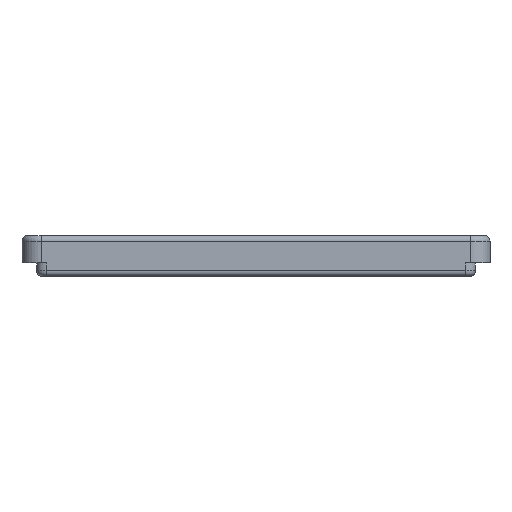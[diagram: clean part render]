
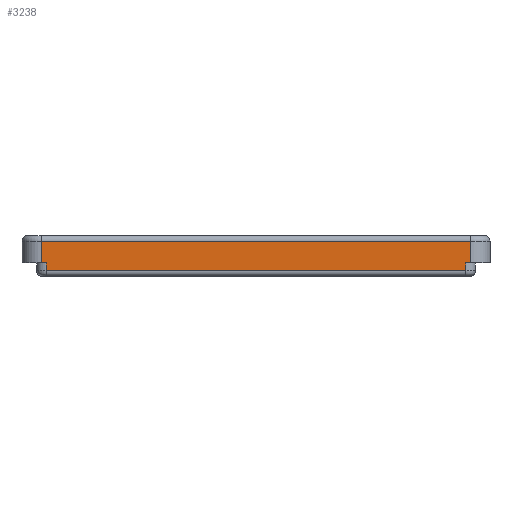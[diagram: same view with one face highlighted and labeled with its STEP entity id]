
A CAD part, front view. The second image highlights one B-rep face of the part: STEP entity #3238.
In plain terms, the highlighted planar face has unit normal (0, -1, 0).
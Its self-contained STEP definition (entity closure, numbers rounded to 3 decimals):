
#3158 = VERTEX_POINT ( 'NONE', #5163 ) ;
#3167 = ORIENTED_EDGE ( 'NONE', *, *, #3168, .T. ) ;
#3168 = EDGE_CURVE ( 'NONE', #3260, #3158, #5171, .T. ) ;
#3220 = VERTEX_POINT ( 'NONE', #5419 ) ;
#3238 = ADVANCED_FACE ( 'NONE', ( #5371 ), #5369, .F. ) ;
#3239 = EDGE_LOOP ( 'NONE', ( #3335, #3339, #6429, #3272, #3281, #3167, #3258, #3261 ) ) ;
#3258 = ORIENTED_EDGE ( 'NONE', *, *, #3269, .T. ) ;
#3259 = VERTEX_POINT ( 'NONE', #5564 ) ;
#3260 = VERTEX_POINT ( 'NONE', #5478 ) ;
#3261 = ORIENTED_EDGE ( 'NONE', *, *, #3262, .F. ) ;
#3262 = EDGE_CURVE ( 'NONE', #3337, #3259, #5459, .T. ) ;
#3269 = EDGE_CURVE ( 'NONE', #3158, #3259, #5477, .T. ) ;
#3271 = EDGE_CURVE ( 'NONE', #3341, #3274, #5566, .T. ) ;
#3272 = ORIENTED_EDGE ( 'NONE', *, *, #3273, .F. ) ;
#3273 = EDGE_CURVE ( 'NONE', #3220, #3274, #5513, .T. ) ;
#3274 = VERTEX_POINT ( 'NONE', #5469 ) ;
#3275 = EDGE_CURVE ( 'NONE', #3220, #3260, #5448, .T. ) ;
#3281 = ORIENTED_EDGE ( 'NONE', *, *, #3275, .T. ) ;
#3335 = ORIENTED_EDGE ( 'NONE', *, *, #3336, .T. ) ;
#3336 = EDGE_CURVE ( 'NONE', #3337, #3338, #5636, .T. ) ;
#3337 = VERTEX_POINT ( 'NONE', #5674 ) ;
#3338 = VERTEX_POINT ( 'NONE', #5623 ) ;
#3339 = ORIENTED_EDGE ( 'NONE', *, *, #3340, .T. ) ;
#3340 = EDGE_CURVE ( 'NONE', #3338, #3341, #5686, .T. ) ;
#3341 = VERTEX_POINT ( 'NONE', #5725 ) ;
#5163 = CARTESIAN_POINT ( 'NONE',  ( -11., -32., 0.75 ) ) ;
#5168 = DIRECTION ( 'NONE',  ( -1., 0., 0. ) ) ;
#5169 = VECTOR ( 'NONE', #5168, 1000. ) ;
#5170 = CARTESIAN_POINT ( 'NONE',  ( -11., -32., 0.75 ) ) ;
#5171 = LINE ( 'NONE', #5170, #5169 ) ;
#5365 = DIRECTION ( 'NONE',  ( 0., 0., 1. ) ) ;
#5366 = DIRECTION ( 'NONE',  ( 0., 1., 0. ) ) ;
#5367 = CARTESIAN_POINT ( 'NONE',  ( -12., -32., 1.05 ) ) ;
#5368 = AXIS2_PLACEMENT_3D ( 'NONE', #5367, #5366, #5365 ) ;
#5369 = PLANE ( 'NONE',  #5368 ) ;
#5371 = FACE_OUTER_BOUND ( 'NONE', #3239, .T. ) ;
#5419 = CARTESIAN_POINT ( 'NONE',  ( 11., -32., -0.35 ) ) ;
#5445 = DIRECTION ( 'NONE',  ( 0., 0., 1. ) ) ;
#5446 = VECTOR ( 'NONE', #5445, 1000. ) ;
#5447 = CARTESIAN_POINT ( 'NONE',  ( 11., -32., 1.05 ) ) ;
#5448 = LINE ( 'NONE', #5447, #5446 ) ;
#5459 = LINE ( 'NONE', #5487, #5488 ) ;
#5469 = CARTESIAN_POINT ( 'NONE',  ( 10.75, -32., -0.35 ) ) ;
#5470 = DIRECTION ( 'NONE',  ( -1., 0., 0. ) ) ;
#5471 = VECTOR ( 'NONE', #5470, 1000. ) ;
#5472 = CARTESIAN_POINT ( 'NONE',  ( 12., -32., -0.35 ) ) ;
#5475 = VECTOR ( 'NONE', #5567, 1000. ) ;
#5476 = CARTESIAN_POINT ( 'NONE',  ( -11., -32., 1.05 ) ) ;
#5477 = LINE ( 'NONE', #5476, #5475 ) ;
#5478 = CARTESIAN_POINT ( 'NONE',  ( 11., -32., 0.75 ) ) ;
#5487 = CARTESIAN_POINT ( 'NONE',  ( -12., -32., -0.35 ) ) ;
#5488 = VECTOR ( 'NONE', #5495, 1000. ) ;
#5495 = DIRECTION ( 'NONE',  ( -1., 0., 0. ) ) ;
#5513 = LINE ( 'NONE', #5472, #5471 ) ;
#5514 = DIRECTION ( 'NONE',  ( 0., 0., 1. ) ) ;
#5515 = VECTOR ( 'NONE', #5514, 1000. ) ;
#5564 = CARTESIAN_POINT ( 'NONE',  ( -11., -32., -0.35 ) ) ;
#5565 = CARTESIAN_POINT ( 'NONE',  ( 10.75, -32., 1.05 ) ) ;
#5566 = LINE ( 'NONE', #5565, #5515 ) ;
#5567 = DIRECTION ( 'NONE',  ( 0., 0., -1. ) ) ;
#5623 = CARTESIAN_POINT ( 'NONE',  ( -10.75, -32., -0.75 ) ) ;
#5636 = LINE ( 'NONE', #5675, #5690 ) ;
#5660 = DIRECTION ( 'NONE',  ( 1., 0., 0. ) ) ;
#5673 = DIRECTION ( 'NONE',  ( 0., 0., -1. ) ) ;
#5674 = CARTESIAN_POINT ( 'NONE',  ( -10.75, -32., -0.35 ) ) ;
#5675 = CARTESIAN_POINT ( 'NONE',  ( -10.75, -32., 1.05 ) ) ;
#5686 = LINE ( 'NONE', #5726, #5727 ) ;
#5690 = VECTOR ( 'NONE', #5673, 1000. ) ;
#5725 = CARTESIAN_POINT ( 'NONE',  ( 10.75, -32., -0.75 ) ) ;
#5726 = CARTESIAN_POINT ( 'NONE',  ( -12., -32., -0.75 ) ) ;
#5727 = VECTOR ( 'NONE', #5660, 1000. ) ;
#6429 = ORIENTED_EDGE ( 'NONE', *, *, #3271, .T. ) ;
